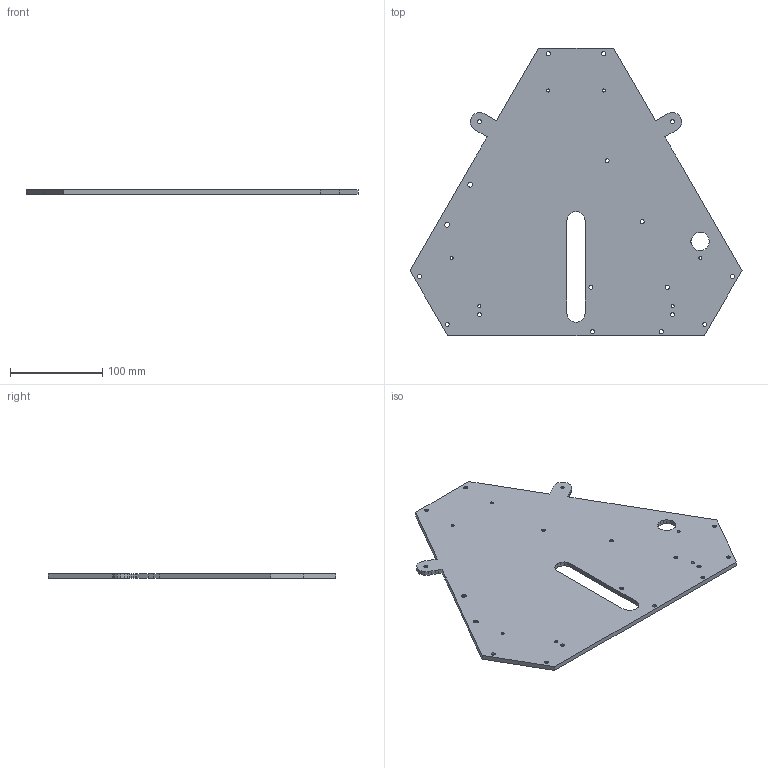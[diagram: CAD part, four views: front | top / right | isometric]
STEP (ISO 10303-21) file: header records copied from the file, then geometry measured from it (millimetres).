
FILE_DESCRIPTION(('FreeCAD Model'),'2;1');
FILE_NAME('Open CASCADE Shape Model','2026-02-24T11:53:43',(''),(''), 'Open CASCADE STEP processor 7.8','FreeCAD','Unknown');
FILE_SCHEMA(('AUTOMOTIVE_DESIGN { 1 0 10303 214 1 1 1 1 }'));
Length unit declared in the file: millimetre
Products named in the file (1): Cut003
Bounding box: 359.31 x 311.17 x 5 mm (x, y, z)
Volume: 367441.1 mm3; surface area: 156005.9 mm2
Topology: 1 solids, 1 shells, 563 faces, 1689 edges, 1128 vertices
Faces by surface type: plane 563
Entity records: 18717 total; most frequent: CARTESIAN_POINT 3381, ORIENTED_EDGE 3378, DIRECTION 2817, EDGE_CURVE 1689, LINE 1689, VECTOR 1689, VERTEX_POINT 1128, FACE_BOUND 615
